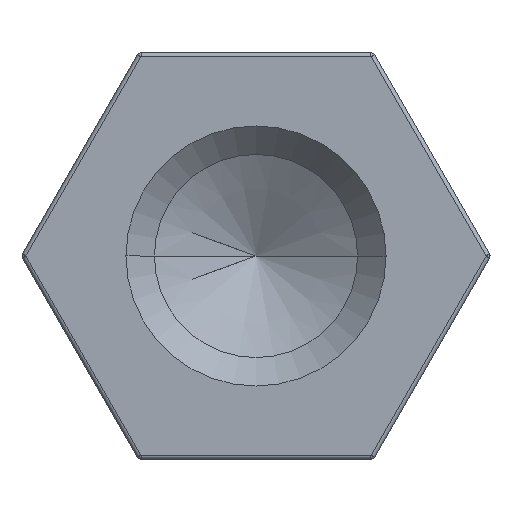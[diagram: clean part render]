
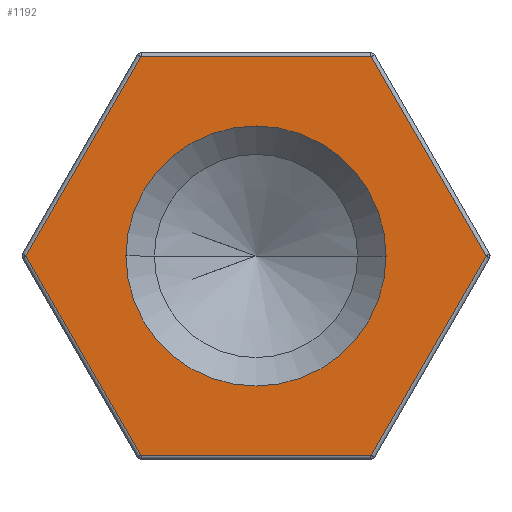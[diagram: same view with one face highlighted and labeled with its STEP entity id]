
A CAD part, left-side view. The second image highlights one B-rep face of the part: STEP entity #1192.
In plain terms, the highlighted planar face has unit normal (-1, 0, 0).
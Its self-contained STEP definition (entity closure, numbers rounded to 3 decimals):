
#11 = CARTESIAN_POINT ( 'NONE',  ( 0., -2.829, 4.9 ) ) ;
#20 = AXIS2_PLACEMENT_3D ( 'NONE', #952, #950, #993 ) ;
#49 = LINE ( 'NONE', #1266, #553 ) ;
#95 = AXIS2_PLACEMENT_3D ( 'NONE', #1427, #1096, #1091 ) ;
#96 = CARTESIAN_POINT ( 'NONE',  ( 0., 2.829, -4.9 ) ) ;
#99 = EDGE_CURVE ( 'NONE', #734, #1068, #631, .T. ) ;
#171 = CARTESIAN_POINT ( 'NONE',  ( 0., -5.658, 0. ) ) ;
#190 = EDGE_CURVE ( 'NONE', #921, #1164, #543, .T. ) ;
#191 = CARTESIAN_POINT ( 'NONE',  ( 0., -3.2, 0. ) ) ;
#229 = EDGE_CURVE ( 'NONE', #992, #824, #502, .T. ) ;
#264 = CARTESIAN_POINT ( 'NONE',  ( 0., -2.829, -4.9 ) ) ;
#291 = FACE_BOUND ( 'NONE', #825, .T. ) ;
#324 = EDGE_CURVE ( 'NONE', #824, #667, #413, .T. ) ;
#328 = EDGE_CURVE ( 'NONE', #667, #704, #49, .T. ) ;
#343 = EDGE_CURVE ( 'NONE', #1164, #992, #1198, .T. ) ;
#359 = EDGE_CURVE ( 'NONE', #704, #921, #411, .T. ) ;
#368 = VECTOR ( 'NONE', #965, 1000. ) ;
#370 = CARTESIAN_POINT ( 'NONE',  ( 0., 5.658, 0. ) ) ;
#372 = EDGE_CURVE ( 'NONE', #1068, #734, #376, .T. ) ;
#376 = CIRCLE ( 'NONE', #20, 3.2 ) ;
#394 = VECTOR ( 'NONE', #1253, 1000. ) ;
#410 = VECTOR ( 'NONE', #1007, 1000. ) ;
#411 = LINE ( 'NONE', #961, #368 ) ;
#413 = LINE ( 'NONE', #1088, #410 ) ;
#487 = VECTOR ( 'NONE', #1272, 1000. ) ;
#502 = LINE ( 'NONE', #1277, #487 ) ;
#510 = DIRECTION ( 'NONE',  ( 0., 1., 0. ) ) ;
#543 = LINE ( 'NONE', #1319, #1282 ) ;
#553 = VECTOR ( 'NONE', #1249, 1000. ) ;
#597 = DIRECTION ( 'NONE',  ( 1., 0., 0. ) ) ;
#606 = CARTESIAN_POINT ( 'NONE',  ( 0., 0., 0. ) ) ;
#618 = PLANE ( 'NONE',  #1223 ) ;
#631 = CIRCLE ( 'NONE', #95, 3.2 ) ;
#637 = ORIENTED_EDGE ( 'NONE', *, *, #328, .T. ) ;
#667 = VERTEX_POINT ( 'NONE', #264 ) ;
#672 = ORIENTED_EDGE ( 'NONE', *, *, #343, .T. ) ;
#704 = VERTEX_POINT ( 'NONE', #171 ) ;
#734 = VERTEX_POINT ( 'NONE', #191 ) ;
#824 = VERTEX_POINT ( 'NONE', #96 ) ;
#825 = EDGE_LOOP ( 'NONE', ( #959, #902 ) ) ;
#850 = ORIENTED_EDGE ( 'NONE', *, *, #229, .T. ) ;
#871 = CARTESIAN_POINT ( 'NONE',  ( 0., 2.829, 4.9 ) ) ;
#893 = ORIENTED_EDGE ( 'NONE', *, *, #359, .T. ) ;
#902 = ORIENTED_EDGE ( 'NONE', *, *, #99, .T. ) ;
#921 = VERTEX_POINT ( 'NONE', #11 ) ;
#950 = DIRECTION ( 'NONE',  ( 1., 0., 0. ) ) ;
#952 = CARTESIAN_POINT ( 'NONE',  ( 0., 0., 0. ) ) ;
#959 = ORIENTED_EDGE ( 'NONE', *, *, #372, .T. ) ;
#961 = CARTESIAN_POINT ( 'NONE',  ( 0., -4.244, 2.45 ) ) ;
#965 = DIRECTION ( 'NONE',  ( 0., 0.5, 0.866 ) ) ;
#968 = CARTESIAN_POINT ( 'NONE',  ( 0., 3.2, 0. ) ) ;
#992 = VERTEX_POINT ( 'NONE', #370 ) ;
#993 = DIRECTION ( 'NONE',  ( 0., 1., 0. ) ) ;
#1007 = DIRECTION ( 'NONE',  ( 0., -1., 0. ) ) ;
#1031 = ORIENTED_EDGE ( 'NONE', *, *, #324, .T. ) ;
#1068 = VERTEX_POINT ( 'NONE', #968 ) ;
#1084 = ORIENTED_EDGE ( 'NONE', *, *, #190, .T. ) ;
#1088 = CARTESIAN_POINT ( 'NONE',  ( 0., 0., -4.9 ) ) ;
#1091 = DIRECTION ( 'NONE',  ( 0., 1., 0. ) ) ;
#1096 = DIRECTION ( 'NONE',  ( 1., 0., 0. ) ) ;
#1164 = VERTEX_POINT ( 'NONE', #871 ) ;
#1192 = ADVANCED_FACE ( 'NONE', ( #1383, #291 ), #618, .F. ) ;
#1198 = LINE ( 'NONE', #1254, #394 ) ;
#1202 = EDGE_LOOP ( 'NONE', ( #893, #1084, #672, #850, #1031, #637 ) ) ;
#1223 = AXIS2_PLACEMENT_3D ( 'NONE', #606, #597, #510 ) ;
#1249 = DIRECTION ( 'NONE',  ( 0., -0.5, 0.866 ) ) ;
#1253 = DIRECTION ( 'NONE',  ( 0., 0.5, -0.866 ) ) ;
#1254 = CARTESIAN_POINT ( 'NONE',  ( 0., 4.244, 2.45 ) ) ;
#1266 = CARTESIAN_POINT ( 'NONE',  ( 0., -4.244, -2.45 ) ) ;
#1272 = DIRECTION ( 'NONE',  ( 0., -0.5, -0.866 ) ) ;
#1277 = CARTESIAN_POINT ( 'NONE',  ( 0., 4.244, -2.45 ) ) ;
#1282 = VECTOR ( 'NONE', #1401, 1000. ) ;
#1319 = CARTESIAN_POINT ( 'NONE',  ( 0., 0., 4.9 ) ) ;
#1383 = FACE_OUTER_BOUND ( 'NONE', #1202, .T. ) ;
#1401 = DIRECTION ( 'NONE',  ( 0., 1., 0. ) ) ;
#1427 = CARTESIAN_POINT ( 'NONE',  ( 0., 0., 0. ) ) ;
